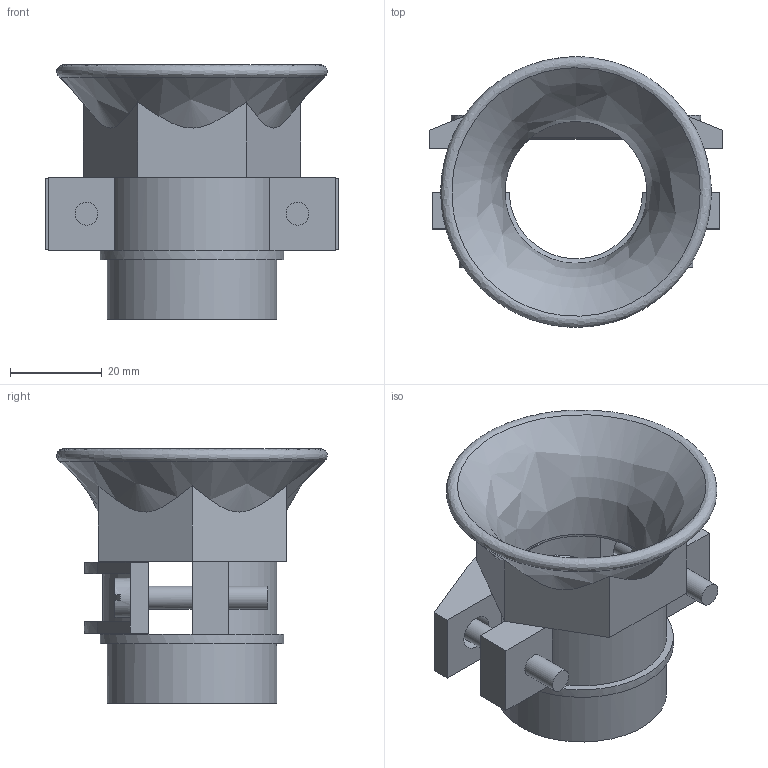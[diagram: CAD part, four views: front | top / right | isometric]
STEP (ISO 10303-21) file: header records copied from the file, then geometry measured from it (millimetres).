
FILE_DESCRIPTION(( 'HARTING HARTING HARTING HARTING HARTING HARTING HARTING HARTING HARTING', 'This Document is valid for Parts No. 09 00 000 5169'),'2;1');
FILE_NAME('MD_09000005169_R413153.stp', '2010-05-28T15:04:06',('ITIS-4b'),('HARTING KGaA, D-32339 Espelkamp'), 'I-DEAS Master Series 10','HP-UNIX','Yes');
FILE_SCHEMA(('AUTOMOTIVE_DESIGN { 1 0 10303 214 1 1 1 1 }'));
Length unit declared in the file: millimetre
Products named in the file (1): MD 09 00 000 5169
Bounding box: 64 x 58.98 x 55.48 mm (x, y, z)
Volume: 32289.7 mm3; surface area: 20380.9 mm2
Topology: 1 solids, 1 shells, 183 faces, 460 edges, 301 vertices
Faces by surface type: bspline 183
Entity records: 6128 total; most frequent: CARTESIAN_POINT 2960, ORIENTED_EDGE 920, EDGE_CURVE 460, VERTEX_POINT 301, OVER_RIDING_STYLED_ITEM 281, QUASI_UNIFORM_CURVE 214, EDGE_LOOP 211, FACE_OUTER_BOUND 183
